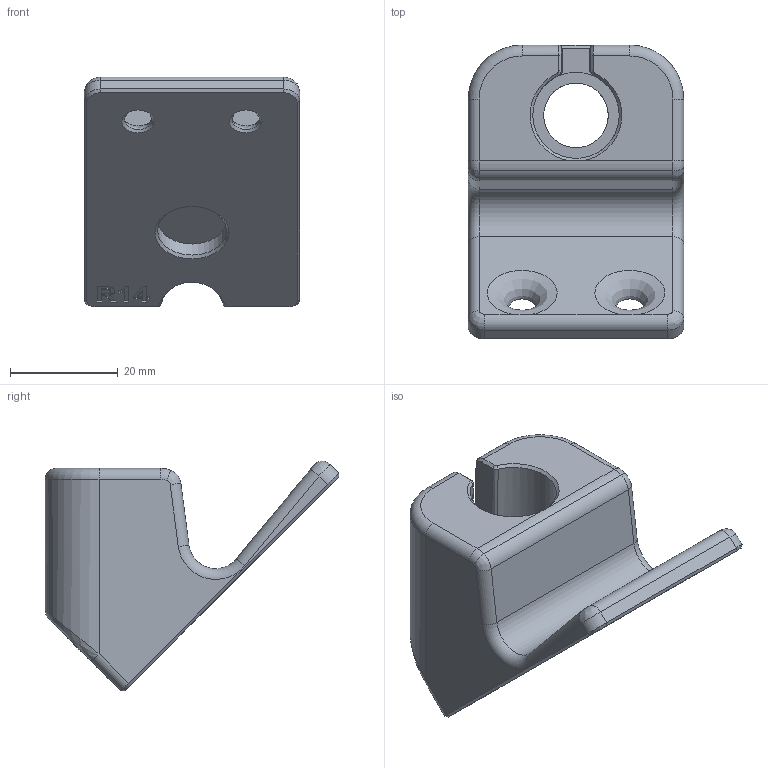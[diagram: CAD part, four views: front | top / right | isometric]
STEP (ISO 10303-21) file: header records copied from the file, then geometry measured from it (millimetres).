
FILE_DESCRIPTION(/* description */ (''),/* implementation_level */ '2;1');
FILE_NAME(/* name */ 'kik clamp v14.step',/* time_stamp */ '2022-10-15T19:16:24-04:00',/* author */ (''),/* organization */ (''),/* preprocessor_version */ 'ST-DEVELOPER v19',/* originating_system */ 'Autodesk Translation Framework v11.7.0.108',/* authorisation */ '');
FILE_SCHEMA (('AUTOMOTIVE_DESIGN { 1 0 10303 214 3 1 1 }'));
Length unit declared in the file: millimetre
Products named in the file (1): kik clamp
Bounding box: 40 x 54.53 x 42.68 mm (x, y, z)
Volume: 33456.1 mm3; surface area: 10519 mm2
Topology: 1 solids, 1 shells, 141 faces, 361 edges, 225 vertices
Faces by surface type: plane 62, bspline 41, cylinder 24, cone 8, torus 6
Full cylindrical faces by diameter (mm): 12 x1, 12.75 x1, 16.05 x1
Entity records: 5427 total; most frequent: CARTESIAN_POINT 2209, ORIENTED_EDGE 722, DIRECTION 561, EDGE_CURVE 361, VERTEX_POINT 225, LINE 203, VECTOR 203, AXIS2_PLACEMENT_3D 179
